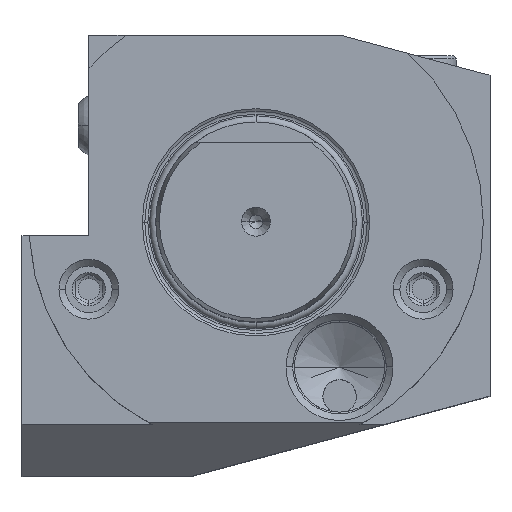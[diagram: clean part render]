
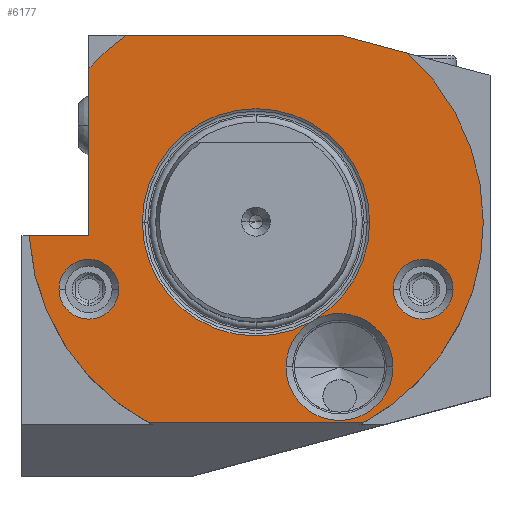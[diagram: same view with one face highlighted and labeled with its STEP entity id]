
A CAD part, top view. The second image highlights one B-rep face of the part: STEP entity #6177.
In plain terms, the highlighted planar face has unit normal (0, 0, 1).
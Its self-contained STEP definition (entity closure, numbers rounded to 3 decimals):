
#203=CARTESIAN_POINT('',(0,0,-55));
#204=DIRECTION('',(0,0,1));
#205=DIRECTION('',(-0.998,-0.059,0));
#206=AXIS2_PLACEMENT_3D('',#203,#204,#205);
#208=DIRECTION('',(-1,0,0));
#209=VECTOR('',#208,8.941);
#210=CARTESIAN_POINT('',(-25,-2,-55));
#211=LINE('',#210,#209);
#212=DIRECTION('',(0,-1,0));
#213=VECTOR('',#212,25.043);
#214=CARTESIAN_POINT('',(-25,23.043,-55));
#215=LINE('',#214,#213);
#216=CARTESIAN_POINT('',(0,0,-55));
#217=DIRECTION('',(0,0,1));
#218=DIRECTION('',(-0.567,0.824,0));
#219=AXIS2_PLACEMENT_3D('',#216,#217,#218);
#221=DIRECTION('',(-1,0,0));
#222=VECTOR('',#221,31.895);
#223=CARTESIAN_POINT('',(12.608,28,-55));
#224=LINE('',#223,#222);
#225=DIRECTION('',(-0.966,0.259,0));
#226=VECTOR('',#225,10.475);
#227=CARTESIAN_POINT('',(22.726,25.289,-55));
#228=LINE('',#227,#226);
#229=CARTESIAN_POINT('',(0,0,-55));
#230=DIRECTION('',(0,0,1));
#231=DIRECTION('',(1,0,0));
#232=AXIS2_PLACEMENT_3D('',#229,#230,#231);
#234=CARTESIAN_POINT('',(0,0,-55));
#235=DIRECTION('',(0,0,1));
#236=DIRECTION('',(0.471,-0.882,0));
#237=AXIS2_PLACEMENT_3D('',#234,#235,#236);
#239=DIRECTION('',(1,0,0));
#240=VECTOR('',#239,32);
#241=CARTESIAN_POINT('',(-16,-30,-55));
#242=LINE('',#241,#240);
#243=CARTESIAN_POINT('',(-25,-10,-55));
#244=DIRECTION('',(0,0,-1));
#245=DIRECTION('',(1,0,0));
#246=AXIS2_PLACEMENT_3D('',#243,#244,#245);
#248=CARTESIAN_POINT('',(-25,-10,-55));
#249=DIRECTION('',(0,0,-1));
#250=DIRECTION('',(-1,0,0));
#251=AXIS2_PLACEMENT_3D('',#248,#249,#250);
#253=CARTESIAN_POINT('',(25,-10,-55));
#254=DIRECTION('',(0,0,-1));
#255=DIRECTION('',(1,0,0));
#256=AXIS2_PLACEMENT_3D('',#253,#254,#255);
#258=CARTESIAN_POINT('',(25,-10,-55));
#259=DIRECTION('',(0,0,-1));
#260=DIRECTION('',(-1,0,0));
#261=AXIS2_PLACEMENT_3D('',#258,#259,#260);
#263=CARTESIAN_POINT('',(0,0,-55));
#264=DIRECTION('',(0,0,-1));
#265=DIRECTION('',(1,0,0));
#266=AXIS2_PLACEMENT_3D('',#263,#264,#265);
#268=CARTESIAN_POINT('',(0,0,-55));
#269=DIRECTION('',(0,0,-1));
#270=DIRECTION('',(-1,0,0));
#271=AXIS2_PLACEMENT_3D('',#268,#269,#270);
#273=CARTESIAN_POINT('',(0,0,-55));
#274=DIRECTION('',(0,0,-1));
#275=DIRECTION('',(0.476,-0.879,0));
#276=AXIS2_PLACEMENT_3D('',#273,#274,#275);
#278=CARTESIAN_POINT('',(12.49,-21.633,-55));
#279=DIRECTION('',(0,0,-1));
#280=DIRECTION('',(-1,0,0));
#281=AXIS2_PLACEMENT_3D('',#278,#279,#280);
#283=CARTESIAN_POINT('',(12.49,-21.633,-55));
#284=DIRECTION('',(0,0,-1));
#285=DIRECTION('',(1,0,0));
#286=AXIS2_PLACEMENT_3D('',#283,#284,#285);
#288=CARTESIAN_POINT('',(12.49,-21.633,-55));
#289=DIRECTION('',(0,0,-1));
#290=DIRECTION('',(-0.449,0.894,0));
#291=AXIS2_PLACEMENT_3D('',#288,#289,#290);
#4913=CARTESIAN_POINT('',(20.525,-10,-55));
#4914=CARTESIAN_POINT('',(29.475,-10,-55));
#4915=VERTEX_POINT('',#4913);
#4916=VERTEX_POINT('',#4914);
#4933=CARTESIAN_POINT('',(-33.941,-2,-55));
#4934=CARTESIAN_POINT('',(-16,-30,-55));
#4935=VERTEX_POINT('',#4933);
#4936=VERTEX_POINT('',#4934);
#4945=CARTESIAN_POINT('',(-25,-2,-55));
#4946=VERTEX_POINT('',#4945);
#4951=CARTESIAN_POINT('',(-29.475,-10,-55));
#4952=CARTESIAN_POINT('',(-20.525,-10,-55));
#4953=VERTEX_POINT('',#4951);
#4954=VERTEX_POINT('',#4952);
#4955=CARTESIAN_POINT('',(16,-30,-55));
#4956=VERTEX_POINT('',#4955);
#4961=CARTESIAN_POINT('',(22.726,25.289,-55));
#4962=VERTEX_POINT('',#4961);
#4989=CARTESIAN_POINT('',(4.49,-21.633,-55));
#4990=CARTESIAN_POINT('',(8.093,-14.95,-55));
#4991=VERTEX_POINT('',#4989);
#4992=VERTEX_POINT('',#4990);
#5011=CARTESIAN_POINT('',(-25,23.043,-55));
#5012=VERTEX_POINT('',#5011);
#5015=CARTESIAN_POINT('',(12.608,28,-55));
#5016=VERTEX_POINT('',#5015);
#5021=CARTESIAN_POINT('',(-19.287,28,-55));
#5022=VERTEX_POINT('',#5021);
#5024=CARTESIAN_POINT('',(8.901,-14.484,-55));
#5025=CARTESIAN_POINT('',(20.49,-21.633,-55));
#5026=VERTEX_POINT('',#5024);
#5027=VERTEX_POINT('',#5025);
#5042=CARTESIAN_POINT('',(-17,0,-55));
#5043=CARTESIAN_POINT('',(17,0,-55));
#5044=VERTEX_POINT('',#5042);
#5045=VERTEX_POINT('',#5043);
#5120=CARTESIAN_POINT('',(34,0,-55));
#5121=VERTEX_POINT('',#5120);
#6128=CARTESIAN_POINT('',(0,17,-55));
#6129=DIRECTION('',(0,0,-1));
#6130=DIRECTION('',(-1,0,0));
#6131=AXIS2_PLACEMENT_3D('',#6128,#6129,#6130);
#6132=PLANE('',#6131);
#6134=ORIENTED_EDGE('',*,*,#6133,.F.);
#6136=ORIENTED_EDGE('',*,*,#6135,.F.);
#6138=ORIENTED_EDGE('',*,*,#6137,.F.);
#6140=ORIENTED_EDGE('',*,*,#6139,.F.);
#6142=ORIENTED_EDGE('',*,*,#6141,.F.);
#6144=ORIENTED_EDGE('',*,*,#6143,.F.);
#6146=ORIENTED_EDGE('',*,*,#6145,.F.);
#6148=ORIENTED_EDGE('',*,*,#6147,.F.);
#6150=ORIENTED_EDGE('',*,*,#6149,.F.);
#6151=EDGE_LOOP('',(#6134,#6136,#6138,#6140,#6142,#6144,#6146,#6148,#6150));
#6152=FACE_OUTER_BOUND('',#6151,.F.);
#6153=ORIENTED_EDGE('',*,*,#6108,.F.);
#6154=ORIENTED_EDGE('',*,*,#6121,.F.);
#6155=EDGE_LOOP('',(#6153,#6154));
#6156=FACE_BOUND('',#6155,.F.);
#6158=ORIENTED_EDGE('',*,*,#6157,.F.);
#6160=ORIENTED_EDGE('',*,*,#6159,.F.);
#6161=EDGE_LOOP('',(#6158,#6160));
#6162=FACE_BOUND('',#6161,.F.);
#6164=ORIENTED_EDGE('',*,*,#6163,.F.);
#6166=ORIENTED_EDGE('',*,*,#6165,.F.);
#6168=ORIENTED_EDGE('',*,*,#6167,.F.);
#6170=ORIENTED_EDGE('',*,*,#6169,.F.);
#6172=ORIENTED_EDGE('',*,*,#6171,.F.);
#6174=ORIENTED_EDGE('',*,*,#6173,.F.);
#6175=EDGE_LOOP('',(#6164,#6166,#6168,#6170,#6172,#6174));
#6176=FACE_BOUND('',#6175,.F.);
#6177=ADVANCED_FACE('',(#6152,#6156,#6162,#6176),#6132,.F.);
#207=CIRCLE('',#206,34);
#220=CIRCLE('',#219,34);
#233=CIRCLE('',#232,34);
#238=CIRCLE('',#237,34);
#247=CIRCLE('',#246,4.475);
#252=CIRCLE('',#251,4.475);
#257=CIRCLE('',#256,4.475);
#262=CIRCLE('',#261,4.475);
#267=CIRCLE('',#266,17);
#272=CIRCLE('',#271,17);
#277=CIRCLE('',#276,17);
#282=CIRCLE('',#281,8);
#287=CIRCLE('',#286,8);
#292=CIRCLE('',#291,8);
#6108=EDGE_CURVE('',#4954,#4953,#247,.T.);
#6121=EDGE_CURVE('',#4953,#4954,#252,.T.);
#6133=EDGE_CURVE('',#4935,#4936,#207,.T.);
#6135=EDGE_CURVE('',#4946,#4935,#211,.T.);
#6137=EDGE_CURVE('',#5012,#4946,#215,.T.);
#6139=EDGE_CURVE('',#5022,#5012,#220,.T.);
#6141=EDGE_CURVE('',#5016,#5022,#224,.T.);
#6143=EDGE_CURVE('',#4962,#5016,#228,.T.);
#6145=EDGE_CURVE('',#5121,#4962,#233,.T.);
#6147=EDGE_CURVE('',#4956,#5121,#238,.T.);
#6149=EDGE_CURVE('',#4936,#4956,#242,.T.);
#6157=EDGE_CURVE('',#4916,#4915,#257,.T.);
#6159=EDGE_CURVE('',#4915,#4916,#262,.T.);
#6163=EDGE_CURVE('',#5045,#5026,#267,.T.);
#6165=EDGE_CURVE('',#5044,#5045,#272,.T.);
#6167=EDGE_CURVE('',#4992,#5044,#277,.T.);
#6169=EDGE_CURVE('',#4991,#4992,#282,.T.);
#6171=EDGE_CURVE('',#5027,#4991,#287,.T.);
#6173=EDGE_CURVE('',#5026,#5027,#292,.T.);
